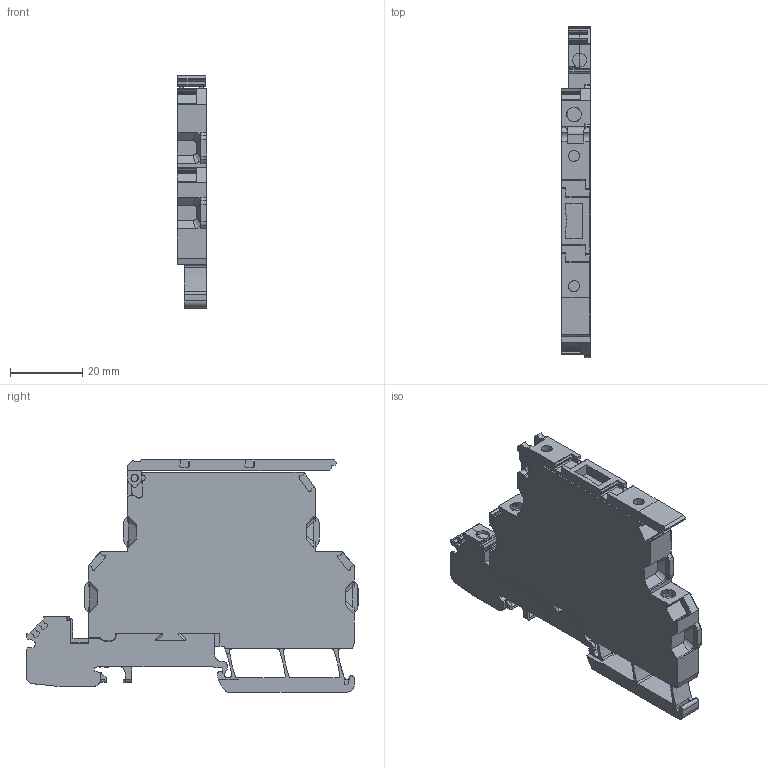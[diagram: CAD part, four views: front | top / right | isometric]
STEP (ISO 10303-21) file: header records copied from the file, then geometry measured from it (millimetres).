
FILE_DESCRIPTION(('CATIA V5 STEP Exchange','CAx-IF Rec.Pracs.--- Model Styling and Organization---1.5--- 2016-08-15','CAx-IF Rec.Pracs.---Supplemental Geometry---1.0---2011-11-01','CAx-IF Rec.Pracs.--- Composite Materials ---1.1---2010-07-15'),'2;1');
FILE_NAME ('034819-5_1', '2025-07-22T06:35:30+00:00', ('none'), ('Weidmueller'), 'CATIA Version 5-6 Release 2024 SP4', 'CATIA V5 STEP AP214 v3', 'none');
FILE_SCHEMA(('AUTOMOTIVE_DESIGN { 1 0 10303 214 1 1 1 1 }'));
Length unit declared in the file: millimetre
Products named in the file (1): 9532450000
Bounding box: 8.12 x 91.85 x 64.22 mm (x, y, z)
Volume: 28604.9 mm3; surface area: 14289.5 mm2
Topology: 1 solids, 3 shells, 1033 faces, 3059 edges, 2018 vertices
Faces by surface type: plane 687, cylinder 285, extrusion 28, bspline 18, sphere 8, cone 7
Entity records: 35261 total; most frequent: CARTESIAN_POINT 8257, ORIENTED_EDGE 6102, DIRECTION 4504, EDGE_CURVE 3051, VECTOR 2298, LINE 2270, VERTEX_POINT 2018, AXIS2_PLACEMENT_3D 1398
